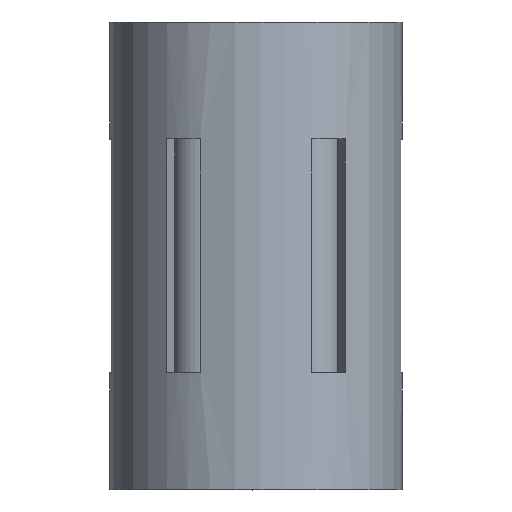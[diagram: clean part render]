
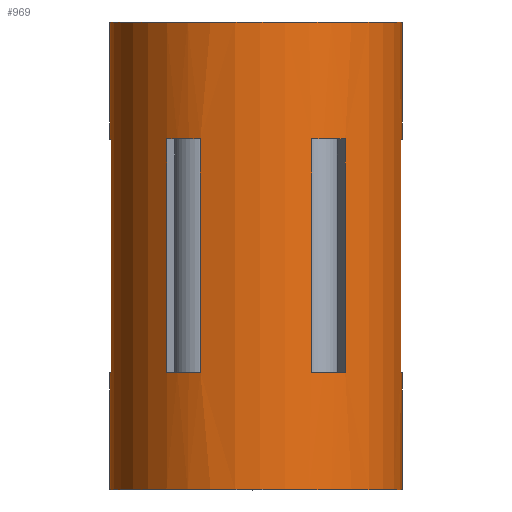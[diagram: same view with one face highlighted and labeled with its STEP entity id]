
A CAD part, top view. The second image highlights one B-rep face of the part: STEP entity #969.
In plain terms, the highlighted cylindrical face has radius 7.5 mm (diameter 15 mm), a partial arc.
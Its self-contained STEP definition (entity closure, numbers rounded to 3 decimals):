
#847=AXIS2_PLACEMENT_3D('Cylinder Axis2P3D',#844,#845,#846) ;
#851=AXIS2_PLACEMENT_3D('Circle Axis2P3D',#849,#850,$) ;
#865=AXIS2_PLACEMENT_3D('Circle Axis2P3D',#863,#864,$) ;
#870=AXIS2_PLACEMENT_3D('Circle Axis2P3D',#868,#869,$) ;
#884=AXIS2_PLACEMENT_3D('Circle Axis2P3D',#882,#883,$) ;
#912=AXIS2_PLACEMENT_3D('Circle Axis2P3D',#910,#911,$) ;
#926=AXIS2_PLACEMENT_3D('Circle Axis2P3D',#924,#925,$) ;
#946=AXIS2_PLACEMENT_3D('Circle Axis2P3D',#944,#945,$) ;
#960=AXIS2_PLACEMENT_3D('Circle Axis2P3D',#958,#959,$) ;
#369=CARTESIAN_POINT('Vertex',(-7.5,12.,0.)) ;
#371=CARTESIAN_POINT('Vertex',(7.5,12.,0.)) ;
#375=CARTESIAN_POINT('Control Point',(7.5,12.,0.)) ;
#376=CARTESIAN_POINT('Control Point',(7.5,12.,0.805)) ;
#377=CARTESIAN_POINT('Control Point',(7.392,12.,1.61)) ;
#378=CARTESIAN_POINT('Control Point',(7.176,12.,2.396)) ;
#379=CARTESIAN_POINT('Control Point',(6.538,12.,3.89)) ;
#380=CARTESIAN_POINT('Control Point',(5.53,12.,5.163)) ;
#381=CARTESIAN_POINT('Control Point',(4.942,12.,5.728)) ;
#382=CARTESIAN_POINT('Control Point',(3.631,12.,6.686)) ;
#383=CARTESIAN_POINT('Control Point',(2.113,12.,7.264)) ;
#384=CARTESIAN_POINT('Control Point',(1.319,12.,7.449)) ;
#385=CARTESIAN_POINT('Control Point',(-0.298,12.,7.602)) ;
#386=CARTESIAN_POINT('Control Point',(-1.898,12.,7.323)) ;
#387=CARTESIAN_POINT('Control Point',(-2.675,12.,7.077)) ;
#388=CARTESIAN_POINT('Control Point',(-4.143,12.,6.381)) ;
#389=CARTESIAN_POINT('Control Point',(-5.375,12.,5.323)) ;
#390=CARTESIAN_POINT('Control Point',(-5.917,12.,4.714)) ;
#391=CARTESIAN_POINT('Control Point',(-6.757,12.,3.464)) ;
#392=CARTESIAN_POINT('Control Point',(-7.264,12.,2.05)) ;
#393=CARTESIAN_POINT('Control Point',(-7.421,12.,1.375)) ;
#394=CARTESIAN_POINT('Control Point',(-7.5,12.,0.687)) ;
#395=CARTESIAN_POINT('Control Point',(-7.5,12.,0.)) ;
#433=CARTESIAN_POINT('Vertex',(-7.5,-12.,0.)) ;
#435=CARTESIAN_POINT('Vertex',(7.5,-12.,0.)) ;
#439=CARTESIAN_POINT('Control Point',(7.5,-12.,0.)) ;
#440=CARTESIAN_POINT('Control Point',(7.5,-12.,0.805)) ;
#441=CARTESIAN_POINT('Control Point',(7.392,-12.,1.61)) ;
#442=CARTESIAN_POINT('Control Point',(7.176,-12.,2.396)) ;
#443=CARTESIAN_POINT('Control Point',(6.538,-12.,3.89)) ;
#444=CARTESIAN_POINT('Control Point',(5.53,-12.,5.163)) ;
#445=CARTESIAN_POINT('Control Point',(4.942,-12.,5.728)) ;
#446=CARTESIAN_POINT('Control Point',(3.631,-12.,6.686)) ;
#447=CARTESIAN_POINT('Control Point',(2.113,-12.,7.264)) ;
#448=CARTESIAN_POINT('Control Point',(1.319,-12.,7.449)) ;
#449=CARTESIAN_POINT('Control Point',(-0.298,-12.,7.602)) ;
#450=CARTESIAN_POINT('Control Point',(-1.898,-12.,7.323)) ;
#451=CARTESIAN_POINT('Control Point',(-2.675,-12.,7.077)) ;
#452=CARTESIAN_POINT('Control Point',(-4.143,-12.,6.381)) ;
#453=CARTESIAN_POINT('Control Point',(-5.375,-12.,5.323)) ;
#454=CARTESIAN_POINT('Control Point',(-5.917,-12.,4.714)) ;
#455=CARTESIAN_POINT('Control Point',(-6.757,-12.,3.464)) ;
#456=CARTESIAN_POINT('Control Point',(-7.264,-12.,2.05)) ;
#457=CARTESIAN_POINT('Control Point',(-7.421,-12.,1.375)) ;
#458=CARTESIAN_POINT('Control Point',(-7.5,-12.,0.687)) ;
#459=CARTESIAN_POINT('Control Point',(-7.5,-12.,0.)) ;
#695=CARTESIAN_POINT('Line Origine',(-7.5,0.,0.)) ;
#699=CARTESIAN_POINT('Vertex',(-7.5,6.,0.)) ;
#702=CARTESIAN_POINT('Line Origine',(7.5,0.,0.)) ;
#706=CARTESIAN_POINT('Vertex',(7.5,6.,0.)) ;
#727=CARTESIAN_POINT('Vertex',(7.5,-6.,0.)) ;
#730=CARTESIAN_POINT('Line Origine',(7.5,0.,0.)) ;
#735=CARTESIAN_POINT('Line Origine',(-7.5,0.,0.)) ;
#739=CARTESIAN_POINT('Vertex',(-7.5,-6.,0.)) ;
#844=CARTESIAN_POINT('Axis2P3D Location',(0.,0.,0.)) ;
#849=CARTESIAN_POINT('Axis2P3D Location',(0.,6.,0.)) ;
#853=CARTESIAN_POINT('Vertex',(-7.433,6.,1.)) ;
#856=CARTESIAN_POINT('Line Origine',(-7.433,0.,1.)) ;
#860=CARTESIAN_POINT('Vertex',(-7.433,-6.,1.)) ;
#863=CARTESIAN_POINT('Axis2P3D Location',(0.,-6.,0.)) ;
#868=CARTESIAN_POINT('Axis2P3D Location',(0.,-6.,0.)) ;
#872=CARTESIAN_POINT('Vertex',(7.433,-6.,1.)) ;
#875=CARTESIAN_POINT('Line Origine',(7.433,0.,1.)) ;
#879=CARTESIAN_POINT('Vertex',(7.433,6.,1.)) ;
#882=CARTESIAN_POINT('Axis2P3D Location',(0.,6.,0.)) ;
#901=CARTESIAN_POINT('Line Origine',(-2.85,0.,6.937)) ;
#905=CARTESIAN_POINT('Vertex',(-2.85,6.,6.937)) ;
#907=CARTESIAN_POINT('Vertex',(-2.85,-6.,6.937)) ;
#910=CARTESIAN_POINT('Axis2P3D Location',(0.,-6.,0.)) ;
#914=CARTESIAN_POINT('Vertex',(-4.583,-6.,5.937)) ;
#917=CARTESIAN_POINT('Line Origine',(-4.583,0.,5.937)) ;
#921=CARTESIAN_POINT('Vertex',(-4.583,6.,5.937)) ;
#924=CARTESIAN_POINT('Axis2P3D Location',(0.,6.,0.)) ;
#935=CARTESIAN_POINT('Line Origine',(4.583,0.,5.937)) ;
#939=CARTESIAN_POINT('Vertex',(4.583,6.,5.937)) ;
#941=CARTESIAN_POINT('Vertex',(4.583,-6.,5.937)) ;
#944=CARTESIAN_POINT('Axis2P3D Location',(0.,-6.,0.)) ;
#948=CARTESIAN_POINT('Vertex',(2.85,-6.,6.937)) ;
#951=CARTESIAN_POINT('Line Origine',(2.85,0.,6.937)) ;
#955=CARTESIAN_POINT('Vertex',(2.85,6.,6.937)) ;
#958=CARTESIAN_POINT('Axis2P3D Location',(0.,6.,0.)) ;
#696=DIRECTION('Vector Direction',(0.,-1.,0.)) ;
#703=DIRECTION('Vector Direction',(0.,-1.,0.)) ;
#731=DIRECTION('Vector Direction',(0.,-1.,0.)) ;
#736=DIRECTION('Vector Direction',(0.,-1.,0.)) ;
#845=DIRECTION('Axis2P3D Direction',(0.,-1.,0.)) ;
#846=DIRECTION('Axis2P3D XDirection',(1.,0.,0.)) ;
#850=DIRECTION('Axis2P3D Direction',(0.,-1.,0.)) ;
#857=DIRECTION('Vector Direction',(0.,-1.,0.)) ;
#864=DIRECTION('Axis2P3D Direction',(0.,-1.,0.)) ;
#869=DIRECTION('Axis2P3D Direction',(0.,-1.,0.)) ;
#876=DIRECTION('Vector Direction',(0.,-1.,0.)) ;
#883=DIRECTION('Axis2P3D Direction',(0.,-1.,0.)) ;
#902=DIRECTION('Vector Direction',(0.,-1.,0.)) ;
#911=DIRECTION('Axis2P3D Direction',(0.,-1.,0.)) ;
#918=DIRECTION('Vector Direction',(0.,-1.,0.)) ;
#925=DIRECTION('Axis2P3D Direction',(0.,-1.,0.)) ;
#936=DIRECTION('Vector Direction',(0.,-1.,0.)) ;
#945=DIRECTION('Axis2P3D Direction',(0.,-1.,0.)) ;
#952=DIRECTION('Vector Direction',(0.,-1.,0.)) ;
#959=DIRECTION('Axis2P3D Direction',(0.,-1.,0.)) ;
#697=VECTOR('Line Direction',#696,1.) ;
#704=VECTOR('Line Direction',#703,1.) ;
#732=VECTOR('Line Direction',#731,1.) ;
#737=VECTOR('Line Direction',#736,1.) ;
#858=VECTOR('Line Direction',#857,1.) ;
#877=VECTOR('Line Direction',#876,1.) ;
#903=VECTOR('Line Direction',#902,1.) ;
#919=VECTOR('Line Direction',#918,1.) ;
#937=VECTOR('Line Direction',#936,1.) ;
#953=VECTOR('Line Direction',#952,1.) ;
#888=ORIENTED_EDGE('',*,*,#701,.T.) ;
#889=ORIENTED_EDGE('',*,*,#855,.T.) ;
#890=ORIENTED_EDGE('',*,*,#862,.T.) ;
#891=ORIENTED_EDGE('',*,*,#867,.T.) ;
#892=ORIENTED_EDGE('',*,*,#741,.T.) ;
#893=ORIENTED_EDGE('',*,*,#460,.F.) ;
#894=ORIENTED_EDGE('',*,*,#734,.T.) ;
#895=ORIENTED_EDGE('',*,*,#874,.T.) ;
#896=ORIENTED_EDGE('',*,*,#881,.T.) ;
#897=ORIENTED_EDGE('',*,*,#886,.T.) ;
#898=ORIENTED_EDGE('',*,*,#708,.T.) ;
#899=ORIENTED_EDGE('',*,*,#396,.T.) ;
#930=ORIENTED_EDGE('',*,*,#909,.T.) ;
#931=ORIENTED_EDGE('',*,*,#916,.T.) ;
#932=ORIENTED_EDGE('',*,*,#923,.T.) ;
#933=ORIENTED_EDGE('',*,*,#928,.T.) ;
#964=ORIENTED_EDGE('',*,*,#943,.T.) ;
#965=ORIENTED_EDGE('',*,*,#950,.T.) ;
#966=ORIENTED_EDGE('',*,*,#957,.T.) ;
#967=ORIENTED_EDGE('',*,*,#962,.T.) ;
#934=FACE_BOUND('',#929,.T.) ;
#968=FACE_BOUND('',#963,.T.) ;
#969=ADVANCED_FACE('',(#900,#934,#968),#848,.T.) ;
#374=B_SPLINE_CURVE_WITH_KNOTS('',5,(#375,#376,#377,#378,#379,#380,#381,#382,#383,#384,#385,#386,#387,#388,#389,#390,#391,#392,#393,#394,#395),.UNSPECIFIED.,.F.,.U.,(6,3,3,3,3,3,6),(0.,5.692,11.384,17.076,22.768,28.46,33.321),.UNSPECIFIED.) ;
#438=B_SPLINE_CURVE_WITH_KNOTS('',5,(#439,#440,#441,#442,#443,#444,#445,#446,#447,#448,#449,#450,#451,#452,#453,#454,#455,#456,#457,#458,#459),.UNSPECIFIED.,.F.,.U.,(6,3,3,3,3,3,6),(0.,5.692,11.384,17.076,22.768,28.46,33.321),.UNSPECIFIED.) ;
#852=CIRCLE('generated circle',#851,7.5) ;
#866=CIRCLE('generated circle',#865,7.5) ;
#871=CIRCLE('generated circle',#870,7.5) ;
#885=CIRCLE('generated circle',#884,7.5) ;
#913=CIRCLE('generated circle',#912,7.5) ;
#927=CIRCLE('generated circle',#926,7.5) ;
#947=CIRCLE('generated circle',#946,7.5) ;
#961=CIRCLE('generated circle',#960,7.5) ;
#848=CYLINDRICAL_SURFACE('generated cylinder',#847,7.5) ;
#396=EDGE_CURVE('',#372,#370,#374,.T.) ;
#460=EDGE_CURVE('',#436,#434,#438,.T.) ;
#701=EDGE_CURVE('',#370,#700,#698,.T.) ;
#708=EDGE_CURVE('',#707,#372,#705,.F.) ;
#734=EDGE_CURVE('',#436,#728,#733,.F.) ;
#741=EDGE_CURVE('',#740,#434,#738,.T.) ;
#855=EDGE_CURVE('',#700,#854,#852,.F.) ;
#862=EDGE_CURVE('',#854,#861,#859,.T.) ;
#867=EDGE_CURVE('',#861,#740,#866,.T.) ;
#874=EDGE_CURVE('',#728,#873,#871,.T.) ;
#881=EDGE_CURVE('',#873,#880,#878,.F.) ;
#886=EDGE_CURVE('',#880,#707,#885,.F.) ;
#909=EDGE_CURVE('',#906,#908,#904,.T.) ;
#916=EDGE_CURVE('',#908,#915,#913,.T.) ;
#923=EDGE_CURVE('',#915,#922,#920,.F.) ;
#928=EDGE_CURVE('',#922,#906,#927,.F.) ;
#943=EDGE_CURVE('',#940,#942,#938,.T.) ;
#950=EDGE_CURVE('',#942,#949,#947,.T.) ;
#957=EDGE_CURVE('',#949,#956,#954,.F.) ;
#962=EDGE_CURVE('',#956,#940,#961,.F.) ;
#887=EDGE_LOOP('',(#888,#889,#890,#891,#892,#893,#894,#895,#896,#897,#898,#899)) ;
#929=EDGE_LOOP('',(#930,#931,#932,#933)) ;
#963=EDGE_LOOP('',(#964,#965,#966,#967)) ;
#900=FACE_OUTER_BOUND('',#887,.T.) ;
#698=LINE('Line',#695,#697) ;
#705=LINE('Line',#702,#704) ;
#733=LINE('Line',#730,#732) ;
#738=LINE('Line',#735,#737) ;
#859=LINE('Line',#856,#858) ;
#878=LINE('Line',#875,#877) ;
#904=LINE('Line',#901,#903) ;
#920=LINE('Line',#917,#919) ;
#938=LINE('Line',#935,#937) ;
#954=LINE('Line',#951,#953) ;
#370=VERTEX_POINT('',#369) ;
#372=VERTEX_POINT('',#371) ;
#434=VERTEX_POINT('',#433) ;
#436=VERTEX_POINT('',#435) ;
#700=VERTEX_POINT('',#699) ;
#707=VERTEX_POINT('',#706) ;
#728=VERTEX_POINT('',#727) ;
#740=VERTEX_POINT('',#739) ;
#854=VERTEX_POINT('',#853) ;
#861=VERTEX_POINT('',#860) ;
#873=VERTEX_POINT('',#872) ;
#880=VERTEX_POINT('',#879) ;
#906=VERTEX_POINT('',#905) ;
#908=VERTEX_POINT('',#907) ;
#915=VERTEX_POINT('',#914) ;
#922=VERTEX_POINT('',#921) ;
#940=VERTEX_POINT('',#939) ;
#942=VERTEX_POINT('',#941) ;
#949=VERTEX_POINT('',#948) ;
#956=VERTEX_POINT('',#955) ;
